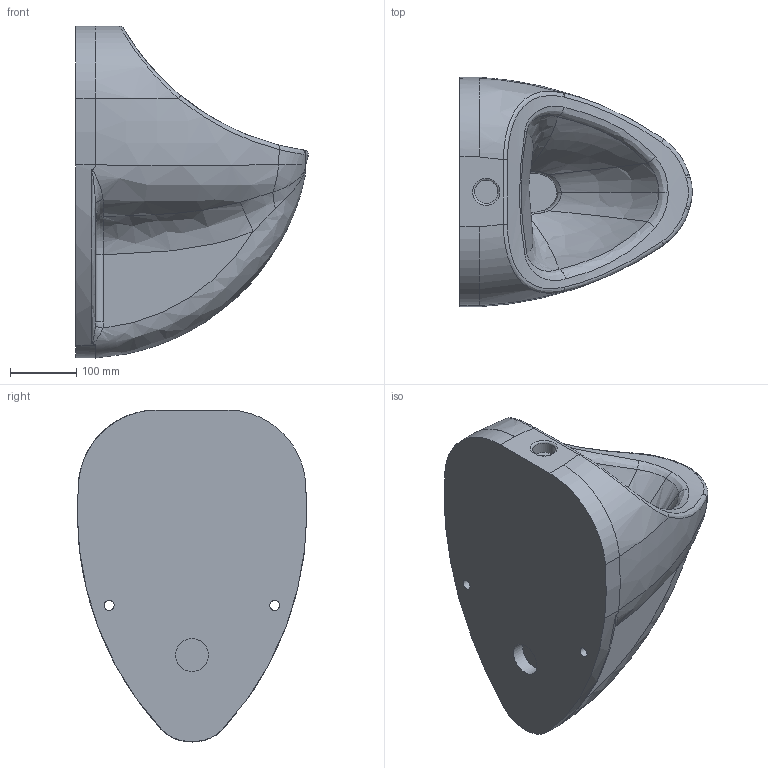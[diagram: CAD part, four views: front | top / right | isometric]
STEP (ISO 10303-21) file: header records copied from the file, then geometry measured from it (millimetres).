
FILE_DESCRIPTION((''),'2;1');
FILE_NAME('085035.stp','2014-11-21T10:49:21',('Administrator'),(''),'Autodesk Inventor 2011','Autodesk Inventor 2011','');
FILE_SCHEMA(('CONFIG_CONTROL_DESIGN'));
Length unit declared in the file: millimetre
Products named in the file (2): 085035
Assembly tree (1 placements, depth 2):
  085035
    085035
Bounding box: 351.32 x 346.53 x 501.26 mm (x, y, z)
Volume: 19763094.8 mm3; surface area: 616798.8 mm2
Topology: 1 solids, 1 shells, 100 faces, 258 edges, 158 vertices
Faces by surface type: bspline 66, cylinder 18, plane 11, torus 5
Full cylindrical faces by diameter (mm): 15 x2, 35 x1, 50 x1
Entity records: 6560 total; most frequent: CARTESIAN_POINT 4577, ORIENTED_EDGE 496, EDGE_CURVE 248, DIRECTION 233, B_SPLINE_CURVE_WITH_KNOTS 157, VERTEX_POINT 156, EDGE_LOOP 110, AXIS2_PLACEMENT_3D 105
